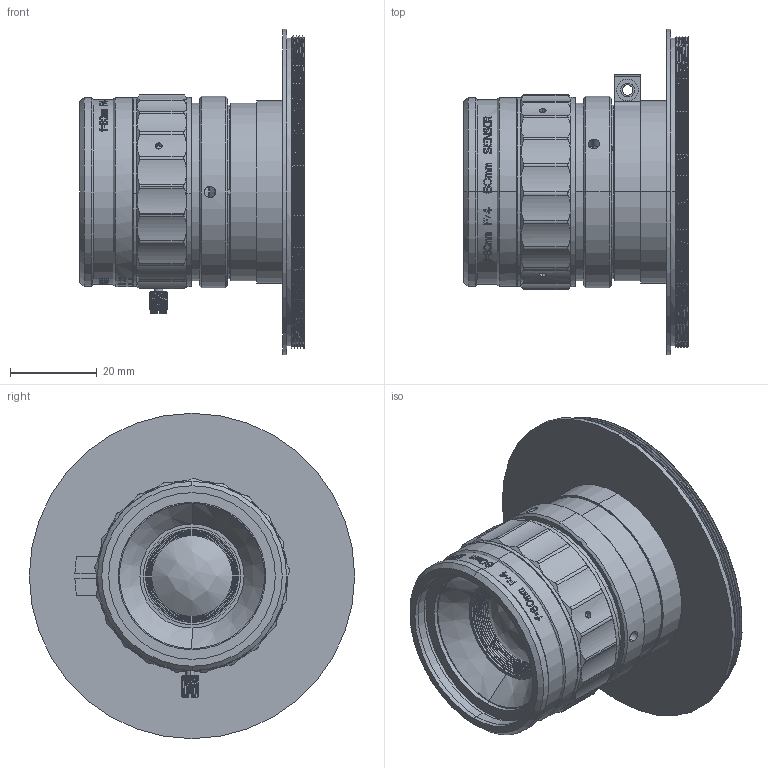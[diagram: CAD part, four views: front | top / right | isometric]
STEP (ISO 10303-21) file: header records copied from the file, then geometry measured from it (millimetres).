
FILE_DESCRIPTION (( 'STEP AP203' ), '1' );
FILE_NAME ('620100湍諉諳.STEP', '2020-06-01T07:52:14', ( '' ), ( '' ), 'SwSTEP 2.0', 'SolidWorks 2019', '' );
FILE_SCHEMA (( 'CONFIG_CONTROL_DESIGN' ));
Length unit declared in the file: millimetre
Products named in the file (5): 諉諳饜璃3; 620100; 620100湍諉諳; 諉諳饜璃2; 諉諳饜璃4
Assembly tree (4 placements, depth 2):
  620100湍諉諳
    620100
    諉諳饜璃2
    諉諳饜璃4
    諉諳饜璃3
Bounding box: 51.78 x 75 x 75 mm (x, y, z)
Volume: 54506.3 mm3; surface area: 38093.2 mm2
Topology: 8 solids, 8 shells, 1491 faces, 4140 edges, 2750 vertices
Faces by surface type: bspline 692, plane 501, cylinder 264, cone 34
Entity records: 67360 total; most frequent: CARTESIAN_POINT 33127, ORIENTED_EDGE 8280, DIRECTION 4901, EDGE_CURVE 4140, VERTEX_POINT 2750, LINE 1797, VECTOR 1797, EDGE_LOOP 1602
